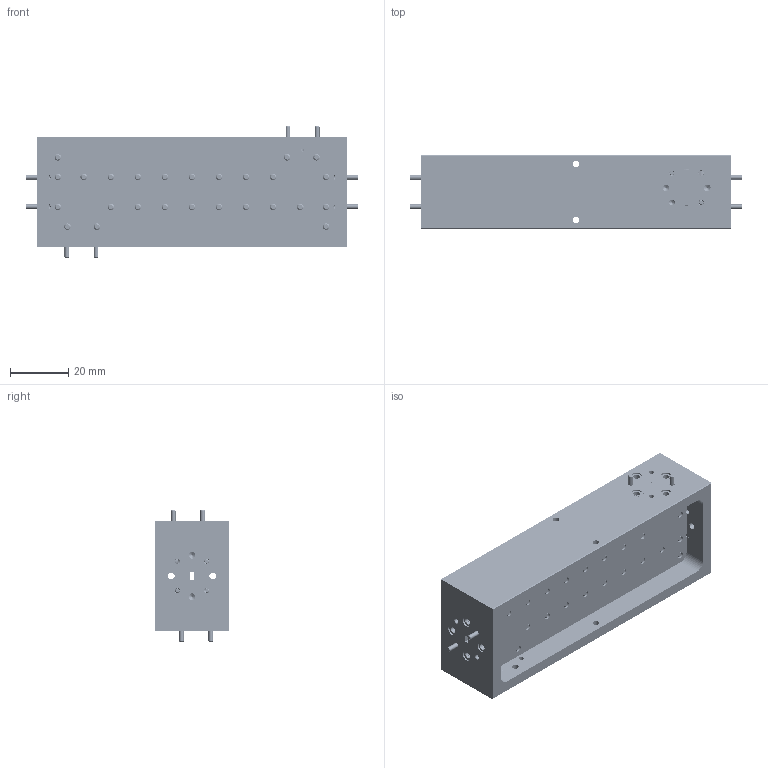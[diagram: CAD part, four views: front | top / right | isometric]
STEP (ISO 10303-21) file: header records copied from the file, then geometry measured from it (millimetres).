
FILE_DESCRIPTION (( 'STEP AP203' ), '1' );
FILE_NAME ('DMWD-10-101-D1, df.STEP', '2017-06-07T21:56:09', ( '' ), ( '' ), 'SwSTEP 2.0', 'SolidWorks 2013', '' );
FILE_SCHEMA (( 'CONFIG_CONTROL_DESIGN' ));
Products named in the file (1): DMWD-10-101-D1, df
Bounding box: 114.43 x 25.4 x 45.34 mm (x, y, z)
Volume: 56178.4 mm3; surface area: 58941.8 mm2
Topology: 66 solids, 66 shells, 3255 faces, 8758 edges, 5667 vertices
Faces by surface type: cylinder 2118, plane 618, cone 467, bspline 52
Entity records: 140664 total; most frequent: CARTESIAN_POINT 67724, ORIENTED_EDGE 17468, DIRECTION 13225, EDGE_CURVE 8734, VERTEX_POINT 5667, AXIS2_PLACEMENT_3D 4850, EDGE_LOOP 3619, LINE 3525
